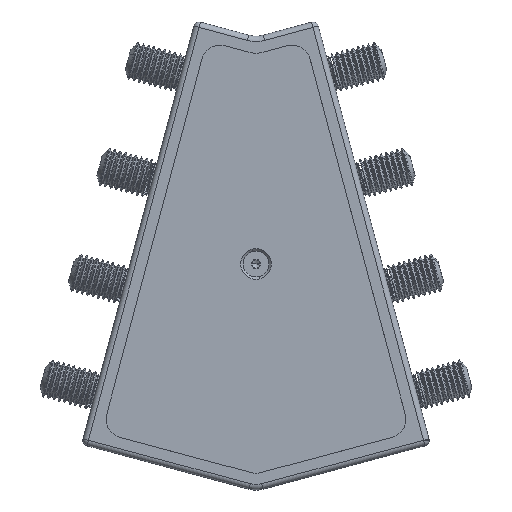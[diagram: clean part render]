
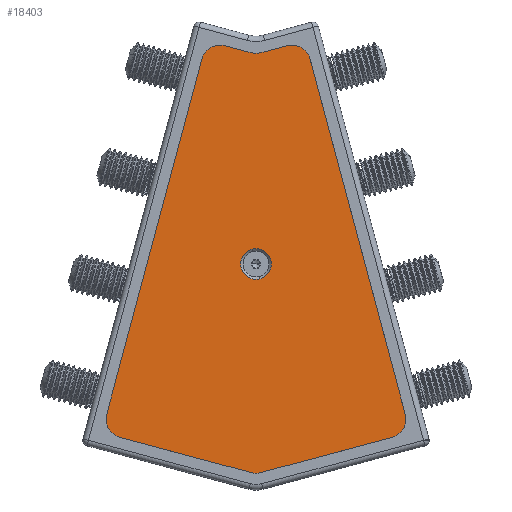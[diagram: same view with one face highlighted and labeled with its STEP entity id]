
A CAD part, top view. The second image highlights one B-rep face of the part: STEP entity #18403.
In plain terms, the highlighted planar face has unit normal (0, 0, 1).
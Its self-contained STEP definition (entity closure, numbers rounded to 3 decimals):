
#4124 = EDGE_CURVE ( 'NONE', #8301, #8527, #24912, .T. ) ;
#4126 = EDGE_CURVE ( 'NONE', #8460, #8736, #24910, .T. ) ;
#4132 = EDGE_CURVE ( 'NONE', #8538, #8491, #24924, .T. ) ;
#4134 = EDGE_CURVE ( 'NONE', #8527, #8301, #24928, .T. ) ;
#4135 = EDGE_CURVE ( 'NONE', #8298, #8697, #24930, .T. ) ;
#4136 = EDGE_CURVE ( 'NONE', #8697, #8536, #24931, .T. ) ;
#4137 = EDGE_CURVE ( 'NONE', #8536, #8561, #24933, .T. ) ;
#4138 = EDGE_CURVE ( 'NONE', #8561, #8538, #24934, .T. ) ;
#4139 = EDGE_CURVE ( 'NONE', #8491, #8622, #24936, .T. ) ;
#4140 = EDGE_CURVE ( 'NONE', #8622, #8460, #24937, .T. ) ;
#4141 = EDGE_CURVE ( 'NONE', #8736, #8797, #24938, .T. ) ;
#4142 = EDGE_CURVE ( 'NONE', #8797, #8821, #24940, .T. ) ;
#4143 = EDGE_CURVE ( 'NONE', #8821, #8551, #24942, .T. ) ;
#4144 = EDGE_CURVE ( 'NONE', #8551, #8298, #24943, .T. ) ;
#5702 = EDGE_LOOP ( 'NONE', ( #20993, #20994 ) ) ;
#5756 = EDGE_LOOP ( 'NONE', ( #20995, #20996, #20997, #20998, #20999, #21000, #21001, #21002, #21003, #21004, #21005, #21006 ) ) ;
#8298 = VERTEX_POINT ( 'NONE', #46765 ) ;
#8301 = VERTEX_POINT ( 'NONE', #46768 ) ;
#8460 = VERTEX_POINT ( 'NONE', #46926 ) ;
#8491 = VERTEX_POINT ( 'NONE', #46957 ) ;
#8527 = VERTEX_POINT ( 'NONE', #46993 ) ;
#8536 = VERTEX_POINT ( 'NONE', #47002 ) ;
#8538 = VERTEX_POINT ( 'NONE', #47004 ) ;
#8551 = VERTEX_POINT ( 'NONE', #47017 ) ;
#8561 = VERTEX_POINT ( 'NONE', #47027 ) ;
#8622 = VERTEX_POINT ( 'NONE', #47088 ) ;
#8697 = VERTEX_POINT ( 'NONE', #47163 ) ;
#8736 = VERTEX_POINT ( 'NONE', #47202 ) ;
#8797 = VERTEX_POINT ( 'NONE', #47862 ) ;
#8821 = VERTEX_POINT ( 'NONE', #47886 ) ;
#12931 = AXIS2_PLACEMENT_3D ( 'NONE', #16812, #16818, #16819 ) ;
#16061 = FACE_BOUND ( 'NONE', #5702, .T. ) ;
#16064 = FACE_OUTER_BOUND ( 'NONE', #5756, .T. ) ;
#16812 = CARTESIAN_POINT ( 'NONE',  ( 6.627, 56.334, 35.168 ) ) ;
#16813 = PLANE ( 'NONE',  #12931 ) ;
#16818 = DIRECTION ( 'NONE',  ( 0., 0., 1. ) ) ;
#16819 = DIRECTION ( 'NONE',  ( -0.259, 0.966, 0. ) ) ;
#18403 = ADVANCED_FACE ( 'NONE', ( #16061, #16064 ), #16813, .T. ) ;
#20993 = ORIENTED_EDGE ( 'NONE', *, *, #4134, .F. ) ;
#20994 = ORIENTED_EDGE ( 'NONE', *, *, #4124, .F. ) ;
#20995 = ORIENTED_EDGE ( 'NONE', *, *, #4135, .T. ) ;
#20996 = ORIENTED_EDGE ( 'NONE', *, *, #4136, .T. ) ;
#20997 = ORIENTED_EDGE ( 'NONE', *, *, #4137, .T. ) ;
#20998 = ORIENTED_EDGE ( 'NONE', *, *, #4138, .T. ) ;
#20999 = ORIENTED_EDGE ( 'NONE', *, *, #4132, .T. ) ;
#21000 = ORIENTED_EDGE ( 'NONE', *, *, #4139, .T. ) ;
#21001 = ORIENTED_EDGE ( 'NONE', *, *, #4140, .T. ) ;
#21002 = ORIENTED_EDGE ( 'NONE', *, *, #4126, .T. ) ;
#21003 = ORIENTED_EDGE ( 'NONE', *, *, #4141, .T. ) ;
#21004 = ORIENTED_EDGE ( 'NONE', *, *, #4142, .T. ) ;
#21005 = ORIENTED_EDGE ( 'NONE', *, *, #4143, .T. ) ;
#21006 = ORIENTED_EDGE ( 'NONE', *, *, #4144, .T. ) ;
#23508 = AXIS2_PLACEMENT_3D ( 'NONE', #26968, #26969, #26970 ) ;
#23509 = AXIS2_PLACEMENT_3D ( 'NONE', #26974, #26975, #26976 ) ;
#23511 = AXIS2_PLACEMENT_3D ( 'NONE', #26993, #26994, #26995 ) ;
#23512 = AXIS2_PLACEMENT_3D ( 'NONE', #26996, #26997, #26998 ) ;
#23513 = AXIS2_PLACEMENT_3D ( 'NONE', #27001, #27002, #27003 ) ;
#23514 = AXIS2_PLACEMENT_3D ( 'NONE', #27006, #27007, #27008 ) ;
#23515 = AXIS2_PLACEMENT_3D ( 'NONE', #27011, #27012, #27013 ) ;
#23516 = AXIS2_PLACEMENT_3D ( 'NONE', #27016, #27017, #27018 ) ;
#24910 = CIRCLE ( 'NONE', #23509, 10. ) ;
#24912 = CIRCLE ( 'NONE', #23508, 5.6 ) ;
#24924 = LINE ( 'NONE', #26987, #24927 ) ;
#24927 = VECTOR ( 'NONE', #26988, 1000. ) ;
#24928 = CIRCLE ( 'NONE', #23511, 5.6 ) ;
#24930 = LINE ( 'NONE', #26984, #24932 ) ;
#24931 = CIRCLE ( 'NONE', #23512, 4. ) ;
#24932 = VECTOR ( 'NONE', #26978, 1000. ) ;
#24933 = LINE ( 'NONE', #26991, #24935 ) ;
#24934 = CIRCLE ( 'NONE', #23513, 7. ) ;
#24935 = VECTOR ( 'NONE', #26992, 1000. ) ;
#24936 = CIRCLE ( 'NONE', #23514, 7. ) ;
#24937 = LINE ( 'NONE', #26999, #24939 ) ;
#24938 = LINE ( 'NONE', #27009, #24941 ) ;
#24939 = VECTOR ( 'NONE', #27000, 1000. ) ;
#24940 = CIRCLE ( 'NONE', #23515, 7. ) ;
#24941 = VECTOR ( 'NONE', #27010, 1000. ) ;
#24942 = LINE ( 'NONE', #27004, #24944 ) ;
#24943 = CIRCLE ( 'NONE', #23516, 7. ) ;
#24944 = VECTOR ( 'NONE', #27005, 1000. ) ;
#26968 = CARTESIAN_POINT ( 'NONE',  ( 6.627, 8.725, 35.168 ) ) ;
#26969 = DIRECTION ( 'NONE',  ( 0., 0., 1. ) ) ;
#26970 = DIRECTION ( 'NONE',  ( -0.259, 0.966, 0. ) ) ;
#26974 = CARTESIAN_POINT ( 'NONE',  ( 6.627, 95.688, 35.168 ) ) ;
#26975 = DIRECTION ( 'NONE',  ( 0., 0., -1. ) ) ;
#26976 = DIRECTION ( 'NONE',  ( -0.259, 0.966, 0. ) ) ;
#26978 = DIRECTION ( 'NONE',  ( 0.966, -0.259, 0. ) ) ;
#26984 = CARTESIAN_POINT ( 'NONE',  ( -49.648, -52.807, 35.168 ) ) ;
#26987 = CARTESIAN_POINT ( 'NONE',  ( 24.596, 90.15, 35.168 ) ) ;
#26988 = DIRECTION ( 'NONE',  ( -0.259, 0.966, 0. ) ) ;
#26991 = CARTESIAN_POINT ( 'NONE',  ( 62.902, -52.807, 35.168 ) ) ;
#26992 = DIRECTION ( 'NONE',  ( 0.966, 0.259, 0. ) ) ;
#26993 = CARTESIAN_POINT ( 'NONE',  ( 6.627, 8.725, 35.168 ) ) ;
#26994 = DIRECTION ( 'NONE',  ( 0., 0., 1. ) ) ;
#26995 = DIRECTION ( 'NONE',  ( -0.259, 0.966, 0. ) ) ;
#26996 = CARTESIAN_POINT ( 'NONE',  ( 6.627, -63.744, 35.168 ) ) ;
#26997 = DIRECTION ( 'NONE',  ( 0., 0., 1. ) ) ;
#26998 = DIRECTION ( 'NONE',  ( -0.259, 0.966, 0. ) ) ;
#26999 = CARTESIAN_POINT ( 'NONE',  ( 24.596, 90.15, 35.168 ) ) ;
#27000 = DIRECTION ( 'NONE',  ( -0.966, -0.259, 0. ) ) ;
#27001 = CARTESIAN_POINT ( 'NONE',  ( 54.328, -47.857, 35.168 ) ) ;
#27002 = DIRECTION ( 'NONE',  ( 0., 0., 1. ) ) ;
#27003 = DIRECTION ( 'NONE',  ( -0.259, 0.966, 0. ) ) ;
#27004 = CARTESIAN_POINT ( 'NONE',  ( -11.343, 90.15, 35.168 ) ) ;
#27005 = DIRECTION ( 'NONE',  ( -0.259, -0.966, 0. ) ) ;
#27006 = CARTESIAN_POINT ( 'NONE',  ( 19.647, 81.577, 35.168 ) ) ;
#27007 = DIRECTION ( 'NONE',  ( 0., 0., 1. ) ) ;
#27008 = DIRECTION ( 'NONE',  ( -0.259, 0.966, 0. ) ) ;
#27009 = CARTESIAN_POINT ( 'NONE',  ( -11.343, 90.15, 35.168 ) ) ;
#27010 = DIRECTION ( 'NONE',  ( -0.966, 0.259, 0. ) ) ;
#27011 = CARTESIAN_POINT ( 'NONE',  ( -6.393, 81.577, 35.168 ) ) ;
#27012 = DIRECTION ( 'NONE',  ( 0., 0., 1. ) ) ;
#27013 = DIRECTION ( 'NONE',  ( -0.259, 0.966, 0. ) ) ;
#27016 = CARTESIAN_POINT ( 'NONE',  ( -41.075, -47.857, 35.168 ) ) ;
#27017 = DIRECTION ( 'NONE',  ( 0., 0., 1. ) ) ;
#27018 = DIRECTION ( 'NONE',  ( -0.259, 0.966, 0. ) ) ;
#46765 = CARTESIAN_POINT ( 'NONE',  ( -42.887, -54.618, 35.168 ) ) ;
#46768 = CARTESIAN_POINT ( 'NONE',  ( 8.076, 3.316, 35.168 ) ) ;
#46926 = CARTESIAN_POINT ( 'NONE',  ( 9.215, 86.029, 35.168 ) ) ;
#46957 = CARTESIAN_POINT ( 'NONE',  ( 26.408, 83.389, 35.168 ) ) ;
#46993 = CARTESIAN_POINT ( 'NONE',  ( 5.177, 14.134, 35.168 ) ) ;
#47002 = CARTESIAN_POINT ( 'NONE',  ( 7.662, -67.608, 35.168 ) ) ;
#47004 = CARTESIAN_POINT ( 'NONE',  ( 61.09, -46.045, 35.168 ) ) ;
#47017 = CARTESIAN_POINT ( 'NONE',  ( -47.836, -46.045, 35.168 ) ) ;
#47027 = CARTESIAN_POINT ( 'NONE',  ( 56.14, -54.618, 35.168 ) ) ;
#47088 = CARTESIAN_POINT ( 'NONE',  ( 17.835, 88.339, 35.168 ) ) ;
#47163 = CARTESIAN_POINT ( 'NONE',  ( 5.592, -67.608, 35.168 ) ) ;
#47202 = CARTESIAN_POINT ( 'NONE',  ( 4.039, 86.029, 35.168 ) ) ;
#47862 = CARTESIAN_POINT ( 'NONE',  ( -4.581, 88.339, 35.168 ) ) ;
#47886 = CARTESIAN_POINT ( 'NONE',  ( -13.155, 83.389, 35.168 ) ) ;
